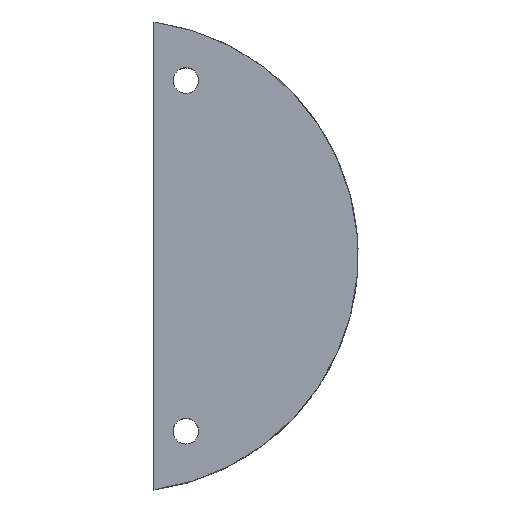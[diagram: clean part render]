
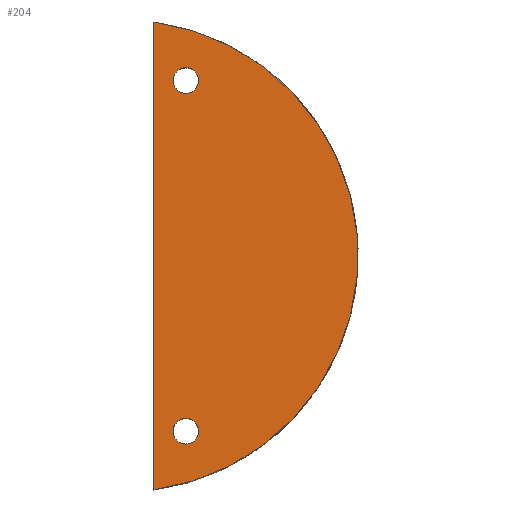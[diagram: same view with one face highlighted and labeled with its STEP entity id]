
A CAD part, top view. The second image highlights one B-rep face of the part: STEP entity #204.
In plain terms, the highlighted planar face has unit normal (0, 0, 1).
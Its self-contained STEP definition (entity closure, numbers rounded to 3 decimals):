
#16=FACE_BOUND('',#41,.T.);
#17=FACE_BOUND('',#42,.T.);
#22=PLANE('',#232);
#28=FACE_OUTER_BOUND('',#40,.T.);
#40=EDGE_LOOP('',(#147,#148));
#41=EDGE_LOOP('',(#149));
#42=EDGE_LOOP('',(#150));
#61=LINE('',#392,#74);
#74=VECTOR('',#266,87.988);
#87=CIRCLE('',#233,47.);
#88=CIRCLE('',#234,2.553);
#89=CIRCLE('',#235,2.553);
#99=VERTEX_POINT('',#389);
#100=VERTEX_POINT('',#390);
#101=VERTEX_POINT('',#393);
#102=VERTEX_POINT('',#395);
#119=EDGE_CURVE('',#99,#100,#87,.F.);
#120=EDGE_CURVE('',#100,#99,#61,.T.);
#121=EDGE_CURVE('',#101,#101,#88,.T.);
#122=EDGE_CURVE('',#102,#102,#89,.T.);
#147=ORIENTED_EDGE('',*,*,#119,.T.);
#148=ORIENTED_EDGE('',*,*,#120,.T.);
#149=ORIENTED_EDGE('',*,*,#121,.T.);
#150=ORIENTED_EDGE('',*,*,#122,.T.);
#204=ADVANCED_FACE('',(#28,#16,#17),#22,.T.);
#232=AXIS2_PLACEMENT_3D('',#388,#262,#263);
#233=AXIS2_PLACEMENT_3D('',#391,#264,#265);
#234=AXIS2_PLACEMENT_3D('',#394,#267,#268);
#235=AXIS2_PLACEMENT_3D('',#396,#269,#270);
#262=DIRECTION('center_axis',(0.,0.,1.));
#263=DIRECTION('ref_axis',(1.,0.,0.));
#264=DIRECTION('center_axis',(0.,0.,-1.));
#265=DIRECTION('ref_axis',(-1.,0.,0.));
#266=DIRECTION('',(0.,-1.,0.));
#267=DIRECTION('center_axis',(0.,0.,-1.));
#268=DIRECTION('ref_axis',(-1.,0.,0.));
#269=DIRECTION('center_axis',(0.,0.,-1.));
#270=DIRECTION('ref_axis',(-1.,0.,0.));
#388=CARTESIAN_POINT('Origin',(0.,0.,31.75));
#389=CARTESIAN_POINT('',(6.35,-46.569,31.75));
#390=CARTESIAN_POINT('',(6.35,46.569,31.75));
#391=CARTESIAN_POINT('Origin',(0.,0.,31.75));
#392=CARTESIAN_POINT('',(6.35,43.994,31.75));
#393=CARTESIAN_POINT('',(15.253,34.925,31.75));
#394=CARTESIAN_POINT('Origin',(12.7,34.925,31.75));
#395=CARTESIAN_POINT('',(15.253,-34.925,31.75));
#396=CARTESIAN_POINT('Origin',(12.7,-34.925,31.75));
